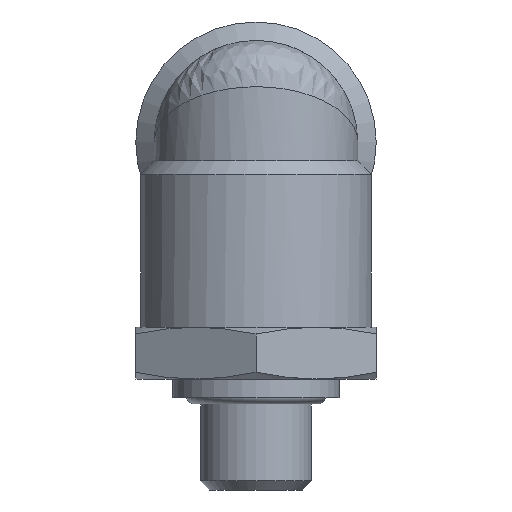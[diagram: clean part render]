
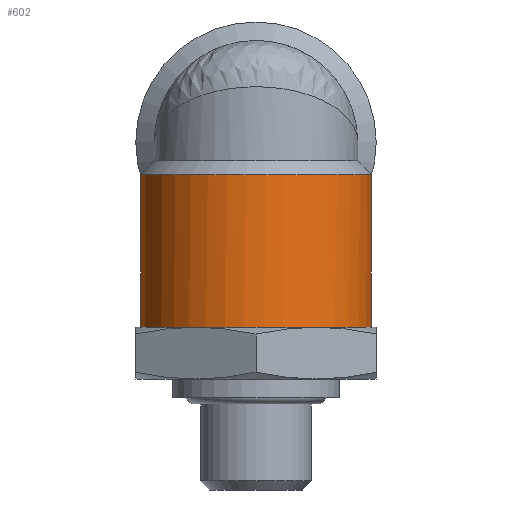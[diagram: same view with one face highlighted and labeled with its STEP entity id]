
A CAD part, left-side view. The second image highlights one B-rep face of the part: STEP entity #602.
In plain terms, the highlighted cylindrical face has radius 6.25 mm (diameter 12.5 mm), a full revolution.
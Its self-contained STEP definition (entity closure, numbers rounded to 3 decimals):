
#53=B_SPLINE_CURVE_WITH_KNOTS('',3,(#1062,#1063,#1064,#1065,#1066,#1067,
#1068,#1069,#1070,#1071,#1072,#1073,#1074,#1075,#1076,#1077,#1078,#1079),
 .UNSPECIFIED.,.F.,.F.,(4,2,2,2,2,2,2,2,4),(2.018,2.066,
2.302,2.523,2.745,2.966,3.188,
3.424,3.472),.UNSPECIFIED.);
#87=CYLINDRICAL_SURFACE('',#684,6.25);
#111=FACE_BOUND('',#209,.T.);
#139=FACE_OUTER_BOUND('',#208,.T.);
#208=EDGE_LOOP('',(#460,#461));
#209=EDGE_LOOP('',(#462));
#258=CIRCLE('',#685,6.25);
#259=CIRCLE('',#686,6.25);
#297=VERTEX_POINT('',#1054);
#298=VERTEX_POINT('',#1061);
#302=VERTEX_POINT('',#1096);
#354=EDGE_CURVE('',#298,#297,#53,.T.);
#359=EDGE_CURVE('',#298,#297,#258,.T.);
#360=EDGE_CURVE('',#302,#302,#259,.T.);
#460=ORIENTED_EDGE('',*,*,#354,.T.);
#461=ORIENTED_EDGE('',*,*,#359,.F.);
#462=ORIENTED_EDGE('',*,*,#360,.T.);
#602=ADVANCED_FACE('',(#139,#111),#87,.T.);
#684=AXIS2_PLACEMENT_3D('',#1094,#826,#827);
#685=AXIS2_PLACEMENT_3D('',#1095,#828,#829);
#686=AXIS2_PLACEMENT_3D('',#1097,#830,#831);
#826=DIRECTION('center_axis',(0.,0.,-1.));
#827=DIRECTION('ref_axis',(-1.,0.,0.));
#828=DIRECTION('center_axis',(0.,0.,1.));
#829=DIRECTION('ref_axis',(-1.,0.,0.));
#830=DIRECTION('center_axis',(0.,0.,1.));
#831=DIRECTION('ref_axis',(-1.,0.,0.));
#1054=CARTESIAN_POINT('',(3.446,-5.214,17.05));
#1061=CARTESIAN_POINT('',(3.446,5.214,17.05));
#1062=CARTESIAN_POINT('Ctrl Pts',(3.446,5.214,17.05));
#1063=CARTESIAN_POINT('Ctrl Pts',(3.516,5.168,16.912));
#1064=CARTESIAN_POINT('Ctrl Pts',(3.591,5.117,16.777));
#1065=CARTESIAN_POINT('Ctrl Pts',(4.054,4.781,15.989));
#1066=CARTESIAN_POINT('Ctrl Pts',(4.507,4.374,15.395));
#1067=CARTESIAN_POINT('Ctrl Pts',(5.255,3.434,14.456));
#1068=CARTESIAN_POINT('Ctrl Pts',(5.611,2.844,14.036));
#1069=CARTESIAN_POINT('Ctrl Pts',(6.11,1.498,13.457));
#1070=CARTESIAN_POINT('Ctrl Pts',(6.25,0.739,13.3));
#1071=CARTESIAN_POINT('Ctrl Pts',(6.25,-0.739,13.3));
#1072=CARTESIAN_POINT('Ctrl Pts',(6.11,-1.498,13.457));
#1073=CARTESIAN_POINT('Ctrl Pts',(5.611,-2.844,14.036));
#1074=CARTESIAN_POINT('Ctrl Pts',(5.255,-3.434,14.456));
#1075=CARTESIAN_POINT('Ctrl Pts',(4.507,-4.374,15.395));
#1076=CARTESIAN_POINT('Ctrl Pts',(4.054,-4.781,15.989));
#1077=CARTESIAN_POINT('Ctrl Pts',(3.591,-5.117,16.777));
#1078=CARTESIAN_POINT('Ctrl Pts',(3.516,-5.168,16.912));
#1079=CARTESIAN_POINT('Ctrl Pts',(3.446,-5.214,17.05));
#1094=CARTESIAN_POINT('Origin',(0.,0.,18.8));
#1095=CARTESIAN_POINT('Origin',(0.,0.,17.05));
#1096=CARTESIAN_POINT('',(6.25,0.,8.8));
#1097=CARTESIAN_POINT('Origin',(0.,0.,8.8));
